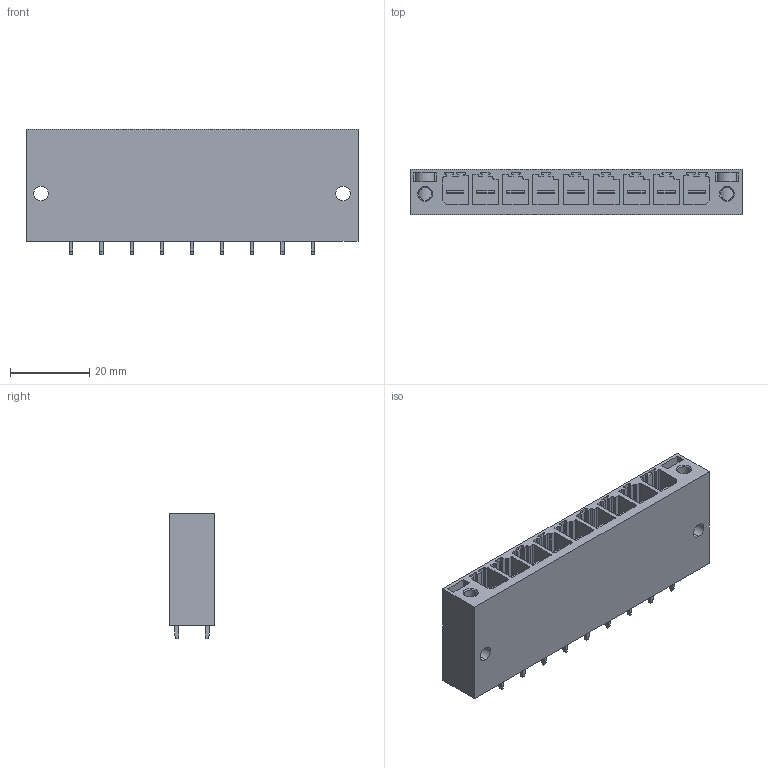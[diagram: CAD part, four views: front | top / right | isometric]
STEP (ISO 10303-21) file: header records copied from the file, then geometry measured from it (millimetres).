
FILE_DESCRIPTION(('CATIA V5 STEP Exchange','CAx-IF Rec.Pracs.--- Model Styling and Organization---1.2---2011-12-15'),'2;1');
FILE_NAME ('D1459416_0_1930780000_1930780000.stp','2018-11-29T03:59:32+00:00',('none'),('Weidmueller'),'CATIA Version 5-6 Release 2014','CATIA V5 STEP AP214','none');
FILE_SCHEMA(('AUTOMOTIVE_DESIGN { 1 0 10303 214 1 1 1 1 }'));
Length unit declared in the file: millimetre
Products named in the file (1): 1930780000
Bounding box: 83.82 x 11.4 x 31.8 mm (x, y, z)
Volume: 18784.5 mm3; surface area: 18205.4 mm2
Topology: 10 solids, 10 shells, 727 faces, 2087 edges, 1384 vertices
Faces by surface type: plane 599, cylinder 124, cone 4
Entity records: 18857 total; most frequent: ORIENTED_EDGE 4174, CARTESIAN_POINT 3093, DIRECTION 2256, EDGE_CURVE 1718, VECTOR 1484, LINE 1484, VERTEX_POINT 1105, EDGE_LOOP 779
